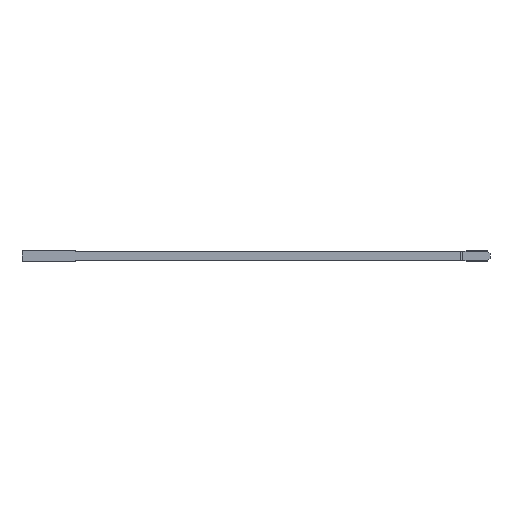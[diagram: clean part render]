
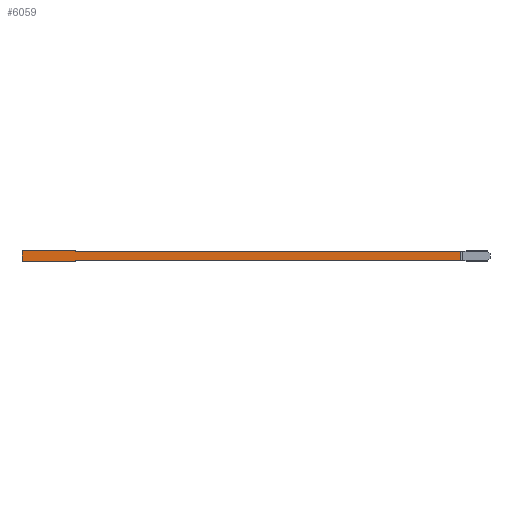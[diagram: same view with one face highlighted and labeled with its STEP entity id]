
A CAD part, left-side view. The second image highlights one B-rep face of the part: STEP entity #6059.
In plain terms, the highlighted planar face has unit normal (-1, 0, 0).
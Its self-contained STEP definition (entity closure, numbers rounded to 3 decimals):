
#95 = VECTOR ( 'NONE', #4578, 1000. ) ;
#99 = LINE ( 'NONE', #6779, #12402 ) ;
#669 = CARTESIAN_POINT ( 'NONE',  ( -15., 3.2, -1. ) ) ;
#702 = ORIENTED_EDGE ( 'NONE', *, *, #9651, .F. ) ;
#1097 = ORIENTED_EDGE ( 'NONE', *, *, #2926, .F. ) ;
#1406 = ORIENTED_EDGE ( 'NONE', *, *, #8034, .T. ) ;
#1778 = DIRECTION ( 'NONE',  ( 0., 0., 1. ) ) ;
#1856 = DIRECTION ( 'NONE',  ( 0., -1., 0. ) ) ;
#1874 = LINE ( 'NONE', #7960, #13993 ) ;
#1945 = CARTESIAN_POINT ( 'NONE',  ( -15., 50.95, -1.05 ) ) ;
#2351 = CARTESIAN_POINT ( 'NONE',  ( -15., 45.15, 0.05 ) ) ;
#2860 = CARTESIAN_POINT ( 'NONE',  ( -15., 3.2, -1. ) ) ;
#2866 = CARTESIAN_POINT ( 'NONE',  ( -15., 50.95, -1. ) ) ;
#2926 = EDGE_CURVE ( 'NONE', #10789, #13803, #10180, .T. ) ;
#2961 = DIRECTION ( 'NONE',  ( -1., 0., 0. ) ) ;
#3521 = LINE ( 'NONE', #5424, #9511 ) ;
#3731 = EDGE_CURVE ( 'NONE', #6739, #13803, #10836, .T. ) ;
#4228 = VERTEX_POINT ( 'NONE', #669 ) ;
#4255 = EDGE_CURVE ( 'NONE', #6883, #14873, #9590, .T. ) ;
#4349 = FACE_OUTER_BOUND ( 'NONE', #7549, .T. ) ;
#4578 = DIRECTION ( 'NONE',  ( 0., -1., 0. ) ) ;
#5053 = CARTESIAN_POINT ( 'NONE',  ( -15., 45.15, -1. ) ) ;
#5376 = CARTESIAN_POINT ( 'NONE',  ( -15., 50.95, -1.05 ) ) ;
#5424 = CARTESIAN_POINT ( 'NONE',  ( -15., 50.95, -1. ) ) ;
#6059 = ADVANCED_FACE ( 'NONE', ( #4349 ), #11327, .T. ) ;
#6654 = VERTEX_POINT ( 'NONE', #5053 ) ;
#6739 = VERTEX_POINT ( 'NONE', #9998 ) ;
#6779 = CARTESIAN_POINT ( 'NONE',  ( -15., 50.95, 0. ) ) ;
#6883 = VERTEX_POINT ( 'NONE', #1945 ) ;
#6923 = LINE ( 'NONE', #12805, #15282 ) ;
#6939 = CARTESIAN_POINT ( 'NONE',  ( -15., 50.95, 0.05 ) ) ;
#7038 = ORIENTED_EDGE ( 'NONE', *, *, #3731, .T. ) ;
#7246 = VERTEX_POINT ( 'NONE', #7569 ) ;
#7549 = EDGE_LOOP ( 'NONE', ( #13955, #7038, #1097, #702, #9276, #1406, #14032, #12294 ) ) ;
#7569 = CARTESIAN_POINT ( 'NONE',  ( -15., 3.2, 0. ) ) ;
#7960 = CARTESIAN_POINT ( 'NONE',  ( -15., 45.15, -9.302 ) ) ;
#8034 = EDGE_CURVE ( 'NONE', #14873, #6654, #1874, .T. ) ;
#9180 = CARTESIAN_POINT ( 'NONE',  ( -15., 50.95, 0.05 ) ) ;
#9276 = ORIENTED_EDGE ( 'NONE', *, *, #4255, .T. ) ;
#9462 = CARTESIAN_POINT ( 'NONE',  ( -15., 45.15, -9.302 ) ) ;
#9511 = VECTOR ( 'NONE', #15076, 1000. ) ;
#9590 = LINE ( 'NONE', #5376, #12548 ) ;
#9651 = EDGE_CURVE ( 'NONE', #6883, #10789, #6923, .T. ) ;
#9998 = CARTESIAN_POINT ( 'NONE',  ( -15., 45.15, 0. ) ) ;
#10180 = LINE ( 'NONE', #9180, #95 ) ;
#10269 = EDGE_CURVE ( 'NONE', #6654, #4228, #3521, .T. ) ;
#10340 = CARTESIAN_POINT ( 'NONE',  ( -15., 45.15, -1.05 ) ) ;
#10511 = DIRECTION ( 'NONE',  ( 0., -1., 0. ) ) ;
#10552 = DIRECTION ( 'NONE',  ( 0., 0., 1. ) ) ;
#10789 = VERTEX_POINT ( 'NONE', #6939 ) ;
#10836 = LINE ( 'NONE', #9462, #14896 ) ;
#11090 = LINE ( 'NONE', #2860, #12372 ) ;
#11327 = PLANE ( 'NONE',  #13461 ) ;
#11518 = DIRECTION ( 'NONE',  ( 0., 0., 1. ) ) ;
#12294 = ORIENTED_EDGE ( 'NONE', *, *, #14511, .T. ) ;
#12372 = VECTOR ( 'NONE', #1778, 1000. ) ;
#12402 = VECTOR ( 'NONE', #10511, 1000. ) ;
#12548 = VECTOR ( 'NONE', #1856, 1000. ) ;
#12805 = CARTESIAN_POINT ( 'NONE',  ( -15., 50.95, -1. ) ) ;
#12894 = DIRECTION ( 'NONE',  ( 0., 0., 1. ) ) ;
#13461 = AXIS2_PLACEMENT_3D ( 'NONE', #2866, #2961, #13606 ) ;
#13606 = DIRECTION ( 'NONE',  ( 0., -1., 0. ) ) ;
#13803 = VERTEX_POINT ( 'NONE', #2351 ) ;
#13955 = ORIENTED_EDGE ( 'NONE', *, *, #14293, .F. ) ;
#13993 = VECTOR ( 'NONE', #10552, 1000. ) ;
#14032 = ORIENTED_EDGE ( 'NONE', *, *, #10269, .T. ) ;
#14293 = EDGE_CURVE ( 'NONE', #6739, #7246, #99, .T. ) ;
#14511 = EDGE_CURVE ( 'NONE', #4228, #7246, #11090, .T. ) ;
#14873 = VERTEX_POINT ( 'NONE', #10340 ) ;
#14896 = VECTOR ( 'NONE', #12894, 1000. ) ;
#15076 = DIRECTION ( 'NONE',  ( 0., -1., 0. ) ) ;
#15282 = VECTOR ( 'NONE', #11518, 1000. ) ;
